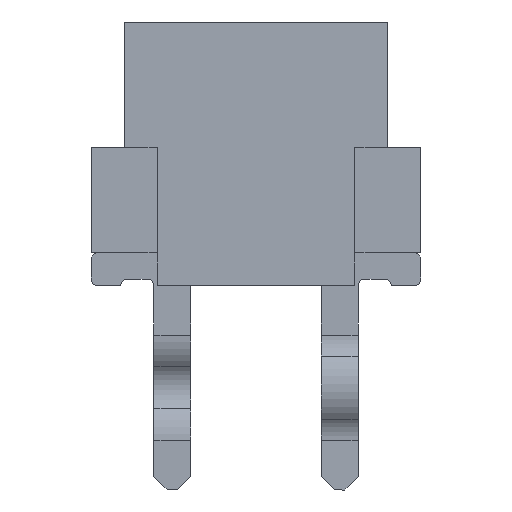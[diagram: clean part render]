
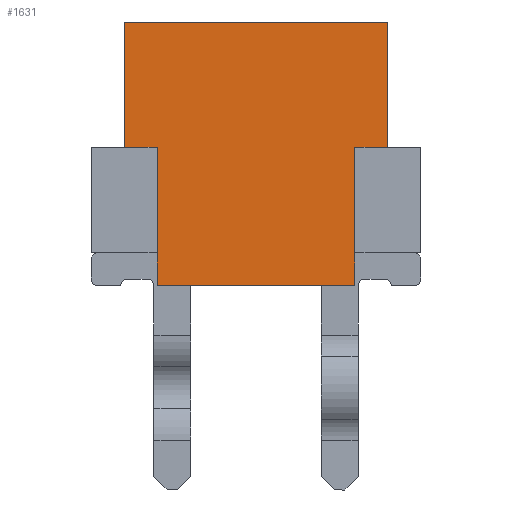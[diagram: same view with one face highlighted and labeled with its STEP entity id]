
A CAD part, left-side view. The second image highlights one B-rep face of the part: STEP entity #1631.
In plain terms, the highlighted planar face has unit normal (-1, 0, 0).
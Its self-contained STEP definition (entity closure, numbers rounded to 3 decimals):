
#1631 = ADVANCED_FACE( '', ( #3576 ), #3577, .F. );
#3576 = FACE_OUTER_BOUND( '', #5996, .T. );
#3577 = PLANE( '', #5997 );
#5996 = EDGE_LOOP( '', ( #10160, #10161, #10162, #10163, #10164, #10165, #10166, #10167, #10168, #10169 ) );
#5997 = AXIS2_PLACEMENT_3D( '', #10170, #10171, #10172 );
#10160 = ORIENTED_EDGE( '', *, *, #16749, .F. );
#10161 = ORIENTED_EDGE( '', *, *, #16750, .F. );
#10162 = ORIENTED_EDGE( '', *, *, #16751, .F. );
#10163 = ORIENTED_EDGE( '', *, *, #16752, .F. );
#10164 = ORIENTED_EDGE( '', *, *, #16753, .F. );
#10165 = ORIENTED_EDGE( '', *, *, #16754, .F. );
#10166 = ORIENTED_EDGE( '', *, *, #16301, .F. );
#10167 = ORIENTED_EDGE( '', *, *, #16755, .F. );
#10168 = ORIENTED_EDGE( '', *, *, #15755, .F. );
#10169 = ORIENTED_EDGE( '', *, *, #16756, .F. );
#10170 = CARTESIAN_POINT( '', ( -16.775, 0., 0. ) );
#10171 = DIRECTION( '', ( 1., 0., 0. ) );
#10172 = DIRECTION( '', ( 0., 0., -1. ) );
#15755 = EDGE_CURVE( '', #19224, #19214, #19226, .T. );
#16301 = EDGE_CURVE( '', #20151, #20152, #20153, .T. );
#16749 = EDGE_CURVE( '', #20845, #20846, #20847, .T. );
#16750 = EDGE_CURVE( '', #20848, #20845, #20849, .T. );
#16751 = EDGE_CURVE( '', #20850, #20848, #20851, .T. );
#16752 = EDGE_CURVE( '', #20852, #20850, #20853, .T. );
#16753 = EDGE_CURVE( '', #20854, #20852, #20855, .T. );
#16754 = EDGE_CURVE( '', #20152, #20854, #20856, .T. );
#16755 = EDGE_CURVE( '', #19214, #20151, #20857, .T. );
#16756 = EDGE_CURVE( '', #20846, #19224, #20858, .T. );
#19214 = VERTEX_POINT( '', #24171 );
#19224 = VERTEX_POINT( '', #24186 );
#19226 = LINE( '', #24189, #24190 );
#20151 = VERTEX_POINT( '', #25546 );
#20152 = VERTEX_POINT( '', #25547 );
#20153 = LINE( '', #25548, #25549 );
#20845 = VERTEX_POINT( '', #26592 );
#20846 = VERTEX_POINT( '', #26593 );
#20847 = LINE( '', #26594, #26595 );
#20848 = VERTEX_POINT( '', #26596 );
#20849 = LINE( '', #26597, #26598 );
#20850 = VERTEX_POINT( '', #26599 );
#20851 = LINE( '', #26600, #26601 );
#20852 = VERTEX_POINT( '', #26602 );
#20853 = LINE( '', #26603, #26604 );
#20854 = VERTEX_POINT( '', #26605 );
#20855 = LINE( '', #26606, #26607 );
#20856 = LINE( '', #26608, #26609 );
#20857 = LINE( '', #26610, #26611 );
#20858 = LINE( '', #26612, #26613 );
#24171 = CARTESIAN_POINT( '', ( -16.775, 1.5, -2.1 ) );
#24186 = CARTESIAN_POINT( '', ( -16.775, -1.5, -2.1 ) );
#24189 = CARTESIAN_POINT( '', ( -16.775, -1.5, -2.1 ) );
#24190 = VECTOR( '', #30126, 1000. );
#25546 = CARTESIAN_POINT( '', ( -16.775, 1.5, -1.6 ) );
#25547 = CARTESIAN_POINT( '', ( -16.775, 1.5, 0. ) );
#25548 = CARTESIAN_POINT( '', ( -16.775, 1.5, -2.1 ) );
#25549 = VECTOR( '', #30582, 1000. );
#26592 = CARTESIAN_POINT( '', ( -16.775, -1.5, 0. ) );
#26593 = CARTESIAN_POINT( '', ( -16.775, -1.5, -1.6 ) );
#26594 = CARTESIAN_POINT( '', ( -16.775, -1.5, 0. ) );
#26595 = VECTOR( '', #30940, 1000. );
#26596 = CARTESIAN_POINT( '', ( -16.775, -2., 0. ) );
#26597 = CARTESIAN_POINT( '', ( -16.775, -2., 0. ) );
#26598 = VECTOR( '', #30941, 1000. );
#26599 = CARTESIAN_POINT( '', ( -16.775, -2., 1.9 ) );
#26600 = CARTESIAN_POINT( '', ( -16.775, -2., 1.9 ) );
#26601 = VECTOR( '', #30942, 1000. );
#26602 = CARTESIAN_POINT( '', ( -16.775, 2., 1.9 ) );
#26603 = CARTESIAN_POINT( '', ( -16.775, 2., 1.9 ) );
#26604 = VECTOR( '', #30943, 1000. );
#26605 = CARTESIAN_POINT( '', ( -16.775, 2., 0. ) );
#26606 = CARTESIAN_POINT( '', ( -16.775, 2., 0. ) );
#26607 = VECTOR( '', #30944, 1000. );
#26608 = CARTESIAN_POINT( '', ( -16.775, 1.5, 0. ) );
#26609 = VECTOR( '', #30945, 1000. );
#26610 = CARTESIAN_POINT( '', ( -16.775, 1.5, -2.1 ) );
#26611 = VECTOR( '', #30946, 1000. );
#26612 = CARTESIAN_POINT( '', ( -16.775, -1.5, 0. ) );
#26613 = VECTOR( '', #30947, 1000. );
#30126 = DIRECTION( '', ( 0., 1., 0. ) );
#30582 = DIRECTION( '', ( 0., 0., 1. ) );
#30940 = DIRECTION( '', ( 0., 0., -1. ) );
#30941 = DIRECTION( '', ( 0., 1., 0. ) );
#30942 = DIRECTION( '', ( 0., 0., -1. ) );
#30943 = DIRECTION( '', ( 0., -1., 0. ) );
#30944 = DIRECTION( '', ( 0., 0., 1. ) );
#30945 = DIRECTION( '', ( 0., 1., 0. ) );
#30946 = DIRECTION( '', ( 0., 0., 1. ) );
#30947 = DIRECTION( '', ( 0., 0., -1. ) );
